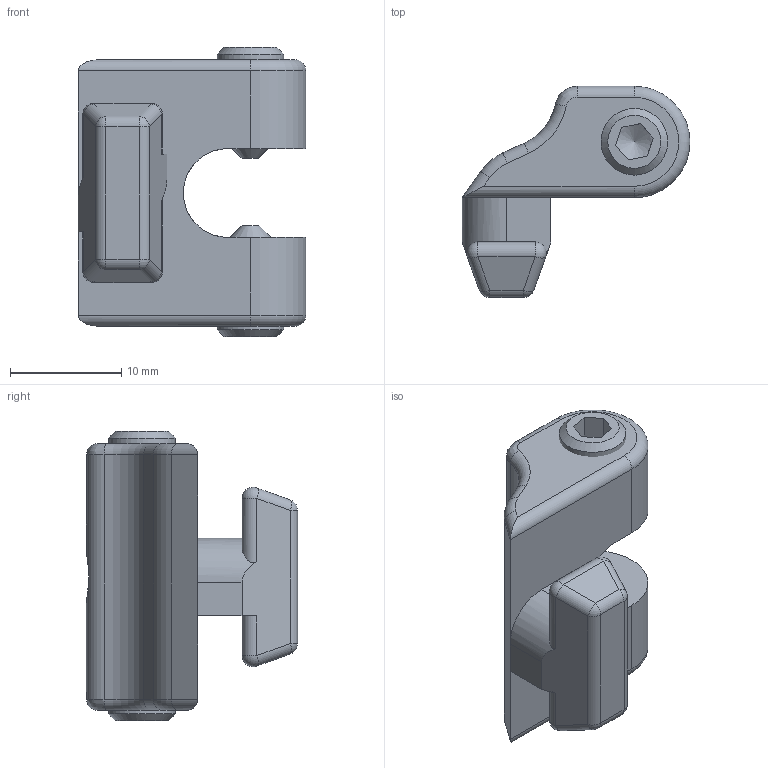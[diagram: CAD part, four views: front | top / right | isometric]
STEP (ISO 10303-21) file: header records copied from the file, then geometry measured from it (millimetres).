
FILE_DESCRIPTION(/* description */ (''),/* implementation_level */ '2;1');
FILE_NAME(/* name */ '12172_KriTec_Wellengitterfixierstueck_8.stp',/* time_stamp */ '2014-11-10T12:03:53+01:00',/* author */ ('kostic'),/* organization */ (''),/* preprocessor_version */ 'ST-DEVELOPER v15.2',/* originating_system */ 'Autodesk Inventor 2014',/* authorisation */ '');
FILE_SCHEMA (('AUTOMOTIVE_DESIGN { 1 0 10303 214 3 1 1 }'));
Length unit declared in the file: millimetre
Products named in the file (3): 12172_KriTec_Wellengitterfixierstueck_8; DIN 914 - M6 x 10
Bounding box: 20.5 x 19 x 26.03 mm (x, y, z)
Volume: 3461.9 mm3; surface area: 2552 mm2
Topology: 3 solids, 3 shells, 92 faces, 220 edges, 128 vertices
Faces by surface type: plane 36, cylinder 34, sphere 8, torus 6, cone 6, bspline 2
Full cylindrical faces by diameter (mm): 4.917 x2, 6 x2
Entity records: 2353 total; most frequent: CARTESIAN_POINT 460, DIRECTION 414, ORIENTED_EDGE 360, EDGE_CURVE 180, AXIS2_PLACEMENT_3D 161, VERTEX_POINT 108, LINE 92, VECTOR 92
